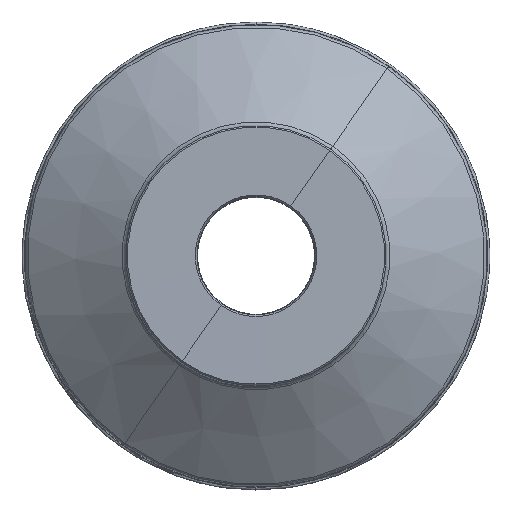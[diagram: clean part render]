
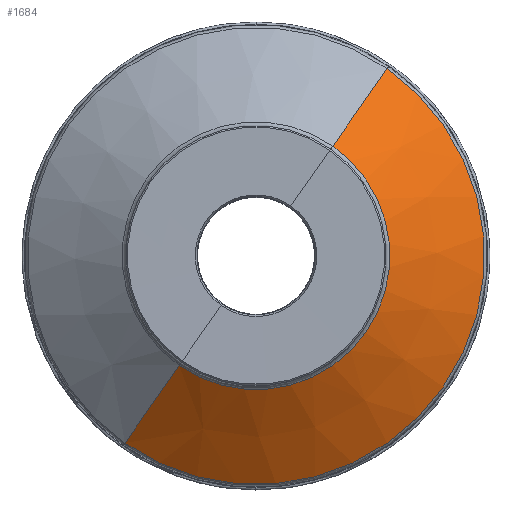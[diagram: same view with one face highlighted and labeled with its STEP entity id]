
A CAD part, top view. The second image highlights one B-rep face of the part: STEP entity #1684.
In plain terms, the highlighted conical face has half-angle 55 degrees and reference radius 61.963 mm.
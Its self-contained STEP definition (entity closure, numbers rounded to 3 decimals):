
#676=CARTESIAN_POINT('',(0.,0.,-40.122));
#677=DIRECTION('',(0.,0.,-1.));
#678=DIRECTION('',(0.574,0.819,0.));
#679=AXIS2_PLACEMENT_3D('',#676,#677,#678);
#684=DIRECTION('',(-0.47,-0.671,0.574));
#685=VECTOR('',#684,39.514);
#686=CARTESIAN_POINT('',(44.823,64.014,-40.122));
#687=LINE('',#686,#685);
#691=DIRECTION('',(0.47,0.671,0.574));
#692=VECTOR('',#691,39.514);
#693=CARTESIAN_POINT('',(-44.823,-64.014,
-40.122));
#694=LINE('',#693,#692);
#730=CARTESIAN_POINT('',(0.,0.,-17.457));
#731=DIRECTION('',(0.,0.,-1.));
#732=DIRECTION('',(0.574,0.819,0.));
#733=AXIS2_PLACEMENT_3D('',#730,#731,#732);
#857=CARTESIAN_POINT('',(44.823,64.014,-40.122));
#859=VERTEX_POINT('',#857);
#860=CARTESIAN_POINT('',(26.258,37.5,-17.457));
#861=VERTEX_POINT('',#860);
#897=CARTESIAN_POINT('',(-44.823,-64.014,
-40.122));
#899=VERTEX_POINT('',#897);
#900=CARTESIAN_POINT('',(-26.258,-37.5,
-17.457));
#901=VERTEX_POINT('',#900);
#1670=CARTESIAN_POINT('',(0.,0.,-28.79));
#1671=DIRECTION('',(0.,0.,-1.));
#1672=DIRECTION('',(-0.574,-0.819,0.));
#1673=AXIS2_PLACEMENT_3D('',#1670,#1671,#1672);
#1674=CONICAL_SURFACE('',#1673,61.963,55.);
#1676=ORIENTED_EDGE('',*,*,#1675,.F.);
#1677=ORIENTED_EDGE('',*,*,#1665,.T.);
#1679=ORIENTED_EDGE('',*,*,#1678,.T.);
#1681=ORIENTED_EDGE('',*,*,#1680,.F.);
#1682=EDGE_LOOP('',(#1676,#1677,#1679,#1681));
#1683=FACE_OUTER_BOUND('',#1682,.F.);
#680=CIRCLE('',#679,78.147);
#734=CIRCLE('',#733,45.779);
#1665=EDGE_CURVE('',#859,#899,#680,.T.);
#1675=EDGE_CURVE('',#859,#861,#687,.T.);
#1678=EDGE_CURVE('',#899,#901,#694,.T.);
#1680=EDGE_CURVE('',#861,#901,#734,.T.);
#1684=ADVANCED_FACE('',(#1683),#1674,.T.);
